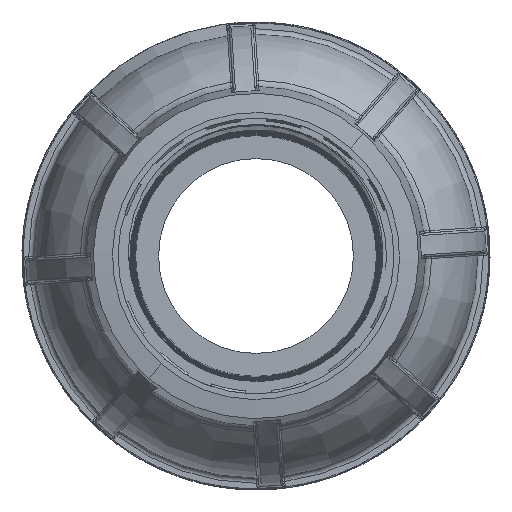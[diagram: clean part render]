
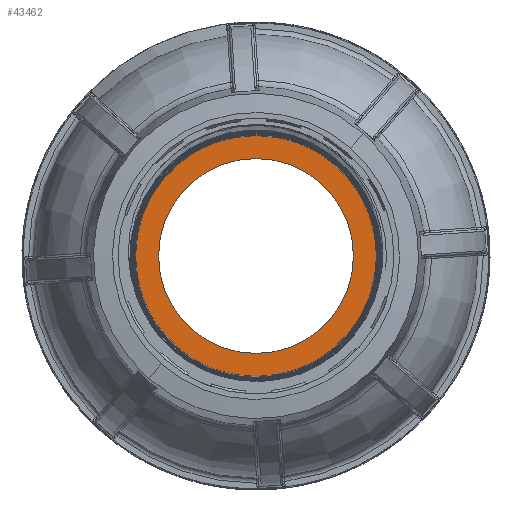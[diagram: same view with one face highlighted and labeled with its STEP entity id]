
A CAD part, left-side view. The second image highlights one B-rep face of the part: STEP entity #43462.
In plain terms, the highlighted planar face has unit normal (1, 0, 0).
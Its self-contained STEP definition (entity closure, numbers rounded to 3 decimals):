
#2514 = EDGE_LOOP ( 'NONE', ( #42384, #42385 ) ) ;
#2584 = EDGE_LOOP ( 'NONE', ( #42386, #42387 ) ) ;
#2689 = VERTEX_POINT ( 'NONE', #41360 ) ;
#2690 = VERTEX_POINT ( 'NONE', #41361 ) ;
#2968 = VERTEX_POINT ( 'NONE', #41639 ) ;
#2969 = VERTEX_POINT ( 'NONE', #41640 ) ;
#4375 = AXIS2_PLACEMENT_3D ( 'NONE', #15752, #15753, #15754 ) ;
#15751 = PLANE ( 'NONE',  #4375 ) ;
#15752 = CARTESIAN_POINT ( 'NONE',  ( 0., 85.158, 0. ) ) ;
#15753 = DIRECTION ( 'NONE',  ( -1., 0., 0. ) ) ;
#15754 = DIRECTION ( 'NONE',  ( 0., 0., -1. ) ) ;
#27308 = EDGE_CURVE ( 'NONE', #2968, #2969, #33072, .T. ) ;
#27329 = EDGE_CURVE ( 'NONE', #2969, #2968, #33074, .T. ) ;
#28577 = EDGE_CURVE ( 'NONE', #2689, #2690, #33185, .T. ) ;
#28645 = EDGE_CURVE ( 'NONE', #2690, #2689, #33275, .T. ) ;
#31343 = FACE_OUTER_BOUND ( 'NONE', #2514, .T. ) ;
#31344 = FACE_BOUND ( 'NONE', #2584, .T. ) ;
#33072 = CIRCLE ( 'NONE', #33076, 22.25 ) ;
#33074 = CIRCLE ( 'NONE', #33082, 22.25 ) ;
#33076 = AXIS2_PLACEMENT_3D ( 'NONE', #37976, #37977, #37978 ) ;
#33082 = AXIS2_PLACEMENT_3D ( 'NONE', #38281, #38282, #38283 ) ;
#33185 = CIRCLE ( 'NONE', #33186, 18. ) ;
#33186 = AXIS2_PLACEMENT_3D ( 'NONE', #39140, #39141, #39142 ) ;
#33275 = CIRCLE ( 'NONE', #33276, 18. ) ;
#33276 = AXIS2_PLACEMENT_3D ( 'NONE', #41013, #41014, #41015 ) ;
#37976 = CARTESIAN_POINT ( 'NONE',  ( 0., 107.408, 0. ) ) ;
#37977 = DIRECTION ( 'NONE',  ( -1., 0., 0. ) ) ;
#37978 = DIRECTION ( 'NONE',  ( 0., 0., -1. ) ) ;
#38281 = CARTESIAN_POINT ( 'NONE',  ( 0., 107.408, 0. ) ) ;
#38282 = DIRECTION ( 'NONE',  ( -1., 0., 0. ) ) ;
#38283 = DIRECTION ( 'NONE',  ( 0., 0., -1. ) ) ;
#39140 = CARTESIAN_POINT ( 'NONE',  ( 0., 107.408, 0. ) ) ;
#39141 = DIRECTION ( 'NONE',  ( -1., 0., 0. ) ) ;
#39142 = DIRECTION ( 'NONE',  ( 0., 0., -1. ) ) ;
#41013 = CARTESIAN_POINT ( 'NONE',  ( 0., 107.408, 0. ) ) ;
#41014 = DIRECTION ( 'NONE',  ( -1., 0., 0. ) ) ;
#41015 = DIRECTION ( 'NONE',  ( 0., 0., -1. ) ) ;
#41360 = CARTESIAN_POINT ( 'NONE',  ( 0., 107.408, -18. ) ) ;
#41361 = CARTESIAN_POINT ( 'NONE',  ( 0., 107.408, 18. ) ) ;
#41639 = CARTESIAN_POINT ( 'NONE',  ( 0., 107.408, 22.25 ) ) ;
#41640 = CARTESIAN_POINT ( 'NONE',  ( 0., 107.408, -22.25 ) ) ;
#42384 = ORIENTED_EDGE ( 'NONE', *, *, #27329, .F. ) ;
#42385 = ORIENTED_EDGE ( 'NONE', *, *, #27308, .F. ) ;
#42386 = ORIENTED_EDGE ( 'NONE', *, *, #28577, .T. ) ;
#42387 = ORIENTED_EDGE ( 'NONE', *, *, #28645, .T. ) ;
#43462 = ADVANCED_FACE ( 'NONE', ( #31343, #31344 ), #15751, .F. ) ;
